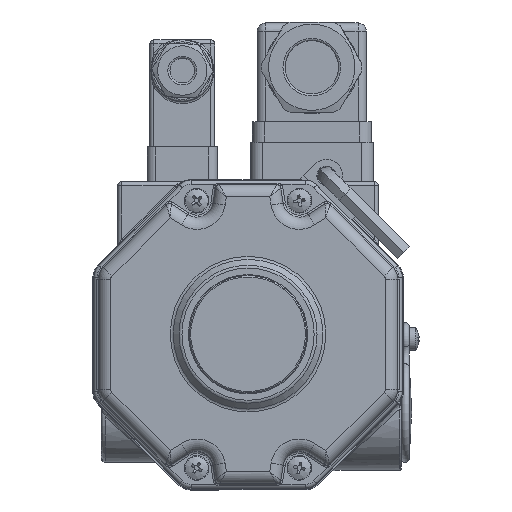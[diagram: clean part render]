
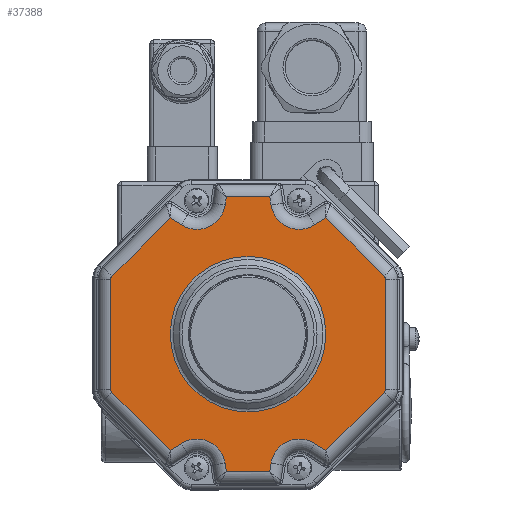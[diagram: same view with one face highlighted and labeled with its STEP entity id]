
A CAD part, top view. The second image highlights one B-rep face of the part: STEP entity #37388.
In plain terms, the highlighted face is planar.
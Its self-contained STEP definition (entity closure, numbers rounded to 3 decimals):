
#4496=CIRCLE('',#49873,1.);
#4501=CIRCLE('',#49881,1.);
#4509=CIRCLE('',#49894,7.);
#4518=CIRCLE('',#49908,1.);
#4522=CIRCLE('',#49915,7.);
#4526=CIRCLE('',#49920,1.);
#4561=CIRCLE('',#50007,7.);
#4562=CIRCLE('',#50008,7.);
#4563=CIRCLE('',#50009,18.914);
#13629=ORIENTED_EDGE('',*,*,#19956,.T.);
#13630=ORIENTED_EDGE('',*,*,#20135,.T.);
#13631=ORIENTED_EDGE('',*,*,#19946,.T.);
#13632=ORIENTED_EDGE('',*,*,#19942,.T.);
#13633=ORIENTED_EDGE('',*,*,#19948,.T.);
#13634=ORIENTED_EDGE('',*,*,#19951,.T.);
#13635=ORIENTED_EDGE('',*,*,#19958,.T.);
#13636=ORIENTED_EDGE('',*,*,#19963,.T.);
#13637=ORIENTED_EDGE('',*,*,#19973,.T.);
#13638=ORIENTED_EDGE('',*,*,#19979,.T.);
#13639=ORIENTED_EDGE('',*,*,#19982,.T.);
#13640=ORIENTED_EDGE('',*,*,#19993,.T.);
#13641=ORIENTED_EDGE('',*,*,#20004,.T.);
#13642=ORIENTED_EDGE('',*,*,#20010,.T.);
#13643=ORIENTED_EDGE('',*,*,#20016,.T.);
#13644=ORIENTED_EDGE('',*,*,#20020,.T.);
#13645=ORIENTED_EDGE('',*,*,#20014,.T.);
#13646=ORIENTED_EDGE('',*,*,#20008,.T.);
#13647=ORIENTED_EDGE('',*,*,#20002,.T.);
#13648=ORIENTED_EDGE('',*,*,#19997,.T.);
#13649=ORIENTED_EDGE('',*,*,#19987,.T.);
#13650=ORIENTED_EDGE('',*,*,#20136,.T.);
#13651=ORIENTED_EDGE('',*,*,#19977,.T.);
#13652=ORIENTED_EDGE('',*,*,#19967,.T.);
#13653=ORIENTED_EDGE('',*,*,#20137,.T.);
#19942=EDGE_CURVE('',#23766,#23768,#26221,.T.);
#19946=EDGE_CURVE('',#23769,#23766,#26224,.T.);
#19948=EDGE_CURVE('',#23768,#23772,#4496,.T.);
#19951=EDGE_CURVE('',#23772,#23774,#26225,.T.);
#19956=EDGE_CURVE('',#23775,#23778,#26228,.T.);
#19958=EDGE_CURVE('',#23774,#23780,#4501,.T.);
#19963=EDGE_CURVE('',#23780,#23783,#26229,.T.);
#19967=EDGE_CURVE('',#23784,#23775,#26232,.T.);
#19973=EDGE_CURVE('',#23783,#23789,#26233,.T.);
#19977=EDGE_CURVE('',#23790,#23784,#26236,.T.);
#19979=EDGE_CURVE('',#23789,#23793,#4509,.T.);
#19982=EDGE_CURVE('',#23793,#23795,#26237,.T.);
#19987=EDGE_CURVE('',#23796,#23799,#26240,.T.);
#19993=EDGE_CURVE('',#23795,#23803,#26241,.T.);
#19997=EDGE_CURVE('',#23804,#23796,#26244,.T.);
#20002=EDGE_CURVE('',#23807,#23804,#4518,.T.);
#20004=EDGE_CURVE('',#23803,#23810,#26245,.T.);
#20008=EDGE_CURVE('',#23811,#23807,#26248,.T.);
#20010=EDGE_CURVE('',#23810,#23814,#4522,.T.);
#20014=EDGE_CURVE('',#23815,#23811,#4526,.T.);
#20016=EDGE_CURVE('',#23814,#23818,#26249,.T.);
#20020=EDGE_CURVE('',#23818,#23815,#26252,.T.);
#20135=EDGE_CURVE('',#23778,#23769,#4561,.T.);
#20136=EDGE_CURVE('',#23799,#23790,#4562,.T.);
#20137=EDGE_CURVE('',#23882,#23882,#4563,.T.);
#23766=VERTEX_POINT('',#79801);
#23768=VERTEX_POINT('',#79820);
#23769=VERTEX_POINT('',#79825);
#23772=VERTEX_POINT('',#79832);
#23774=VERTEX_POINT('',#79838);
#23775=VERTEX_POINT('',#79857);
#23778=VERTEX_POINT('',#79862);
#23780=VERTEX_POINT('',#79867);
#23783=VERTEX_POINT('',#79946);
#23784=VERTEX_POINT('',#79965);
#23789=VERTEX_POINT('',#80084);
#23790=VERTEX_POINT('',#80089);
#23793=VERTEX_POINT('',#80096);
#23795=VERTEX_POINT('',#80116);
#23796=VERTEX_POINT('',#80135);
#23799=VERTEX_POINT('',#80140);
#23803=VERTEX_POINT('',#80271);
#23804=VERTEX_POINT('',#80276);
#23807=VERTEX_POINT('',#80341);
#23810=VERTEX_POINT('',#80348);
#23811=VERTEX_POINT('',#80353);
#23814=VERTEX_POINT('',#80360);
#23815=VERTEX_POINT('',#80365);
#23818=VERTEX_POINT('',#80386);
#23882=VERTEX_POINT('',#80673);
#26221=LINE('',#79821,#28518);
#26224=LINE('',#79828,#28521);
#26225=LINE('',#79839,#28522);
#26228=LINE('',#79863,#28525);
#26229=LINE('',#79947,#28526);
#26232=LINE('',#79968,#28529);
#26233=LINE('',#80085,#28530);
#26236=LINE('',#80092,#28533);
#26237=LINE('',#80117,#28534);
#26240=LINE('',#80141,#28537);
#26241=LINE('',#80272,#28538);
#26244=LINE('',#80279,#28541);
#26245=LINE('',#80349,#28542);
#26248=LINE('',#80356,#28545);
#26249=LINE('',#80387,#28546);
#26252=LINE('',#80407,#28549);
#28518=VECTOR('',#59872,1000.);
#28521=VECTOR('',#59879,1000.);
#28522=VECTOR('',#59892,1000.);
#28525=VECTOR('',#59899,1000.);
#28526=VECTOR('',#59912,1000.);
#28529=VECTOR('',#59917,1000.);
#28530=VECTOR('',#59926,1000.);
#28533=VECTOR('',#59933,1000.);
#28534=VECTOR('',#59944,1000.);
#28537=VECTOR('',#59951,1000.);
#28538=VECTOR('',#59958,1000.);
#28541=VECTOR('',#59965,1000.);
#28542=VECTOR('',#59980,1000.);
#28545=VECTOR('',#59987,1000.);
#28546=VECTOR('',#60006,1000.);
#28549=VECTOR('',#60011,1000.);
#31270=EDGE_LOOP('',(#13629,#13630,#13631,#13632,#13633,#13634,#13635,#13636,
#13637,#13638,#13639,#13640,#13641,#13642,#13643,#13644,#13645,#13646,#13647,
#13648,#13649,#13650,#13651,#13652));
#31271=EDGE_LOOP('',(#13653));
#34117=FACE_BOUND('',#31270,.T.);
#34118=FACE_BOUND('',#31271,.T.);
#35258=PLANE('',#50006);
#37388=ADVANCED_FACE('',(#34117,#34118),#35258,.T.);
#49873=AXIS2_PLACEMENT_3D('',#79833,#59884,#59885);
#49881=AXIS2_PLACEMENT_3D('',#79868,#59904,#59905);
#49894=AXIS2_PLACEMENT_3D('',#80097,#59938,#59939);
#49908=AXIS2_PLACEMENT_3D('',#80344,#59974,#59975);
#49915=AXIS2_PLACEMENT_3D('',#80361,#59992,#59993);
#49920=AXIS2_PLACEMENT_3D('',#80368,#60002,#60003);
#50006=AXIS2_PLACEMENT_3D('',#80669,#60258,#60259);
#50007=AXIS2_PLACEMENT_3D('',#80670,#60260,#60261);
#50008=AXIS2_PLACEMENT_3D('',#80671,#60262,#60263);
#50009=AXIS2_PLACEMENT_3D('',#80672,#60264,#60265);
#59872=DIRECTION('',(-0.707,0.,0.707));
#59879=DIRECTION('',(-0.844,0.,-0.536));
#59884=DIRECTION('',(0.,1.,0.));
#59885=DIRECTION('',(0.,0.,1.));
#59892=DIRECTION('',(0.,0.,1.));
#59899=DIRECTION('',(-0.156,0.,0.988));
#59904=DIRECTION('',(0.,1.,0.));
#59905=DIRECTION('',(0.,0.,1.));
#59912=DIRECTION('',(0.707,0.,0.707));
#59917=DIRECTION('',(-1.,0.,0.));
#59926=DIRECTION('',(0.844,0.,-0.536));
#59933=DIRECTION('',(-0.156,0.,-0.988));
#59938=DIRECTION('',(0.,-1.,0.));
#59939=DIRECTION('',(0.,0.,1.));
#59944=DIRECTION('',(0.156,0.,0.988));
#59951=DIRECTION('',(-0.844,0.,0.536));
#59958=DIRECTION('',(1.,0.,0.));
#59965=DIRECTION('',(-0.707,0.,-0.707));
#59974=DIRECTION('',(0.,1.,0.));
#59975=DIRECTION('',(0.,0.,1.));
#59980=DIRECTION('',(0.156,0.,-0.988));
#59987=DIRECTION('',(0.,0.,-1.));
#59992=DIRECTION('',(0.,-1.,0.));
#59993=DIRECTION('',(0.,0.,1.));
#60002=DIRECTION('',(0.,1.,0.));
#60003=DIRECTION('',(0.,0.,1.));
#60006=DIRECTION('',(0.844,0.,0.536));
#60011=DIRECTION('',(0.707,0.,-0.707));
#60258=DIRECTION('',(0.,1.,0.));
#60259=DIRECTION('',(0.,0.,1.));
#60260=DIRECTION('',(0.,-1.,0.));
#60261=DIRECTION('',(0.,0.,1.));
#60262=DIRECTION('',(0.,-1.,0.));
#60263=DIRECTION('',(0.,0.,1.));
#60264=DIRECTION('',(0.,-1.,0.));
#60265=DIRECTION('',(0.,0.,1.));
#79801=CARTESIAN_POINT('',(-18.939,26.,-28.296));
#79820=CARTESIAN_POINT('',(-33.107,26.,-14.128));
#79821=CARTESIAN_POINT('',(-33.107,26.,-14.128));
#79825=CARTESIAN_POINT('',(-16.251,26.,-26.59));
#79828=CARTESIAN_POINT('',(-20.292,26.,-29.154));
#79832=CARTESIAN_POINT('',(-33.4,26.,-13.421));
#79833=CARTESIAN_POINT('',(-32.4,26.,-13.421));
#79838=CARTESIAN_POINT('',(-33.4,26.,13.421));
#79839=CARTESIAN_POINT('',(-33.4,26.,13.421));
#79857=CARTESIAN_POINT('',(-5.27,26.,-33.4));
#79862=CARTESIAN_POINT('',(-5.586,26.,-31.405));
#79863=CARTESIAN_POINT('',(-10.302,26.,-1.632));
#79867=CARTESIAN_POINT('',(-33.107,26.,14.128));
#79868=CARTESIAN_POINT('',(-32.4,26.,13.421));
#79946=CARTESIAN_POINT('',(-18.939,26.,28.296));
#79947=CARTESIAN_POINT('',(-17.806,26.,29.429));
#79965=CARTESIAN_POINT('',(5.27,26.,-33.4));
#79968=CARTESIAN_POINT('',(-6.978,26.,-33.4));
#80084=CARTESIAN_POINT('',(-16.251,26.,26.59));
#80085=CARTESIAN_POINT('',(7.364,26.,11.603));
#80089=CARTESIAN_POINT('',(5.586,26.,-31.405));
#80092=CARTESIAN_POINT('',(5.003,26.,-35.087));
#80096=CARTESIAN_POINT('',(-5.586,26.,31.405));
#80097=CARTESIAN_POINT('',(-12.5,26.,32.5));
#80116=CARTESIAN_POINT('',(-5.27,26.,33.4));
#80117=CARTESIAN_POINT('',(-5.003,26.,35.087));
#80135=CARTESIAN_POINT('',(18.939,26.,-28.296));
#80140=CARTESIAN_POINT('',(16.251,26.,-26.59));
#80141=CARTESIAN_POINT('',(-7.364,26.,-11.603));
#80271=CARTESIAN_POINT('',(5.27,26.,33.4));
#80272=CARTESIAN_POINT('',(6.978,26.,33.4));
#80276=CARTESIAN_POINT('',(33.107,26.,-14.128));
#80279=CARTESIAN_POINT('',(17.806,26.,-29.429));
#80341=CARTESIAN_POINT('',(33.4,26.,-13.421));
#80344=CARTESIAN_POINT('',(32.4,26.,-13.421));
#80348=CARTESIAN_POINT('',(5.586,26.,31.405));
#80349=CARTESIAN_POINT('',(10.302,26.,1.632));
#80353=CARTESIAN_POINT('',(33.4,26.,13.421));
#80356=CARTESIAN_POINT('',(33.4,26.,-13.421));
#80360=CARTESIAN_POINT('',(16.251,26.,26.59));
#80361=CARTESIAN_POINT('',(12.5,26.,32.5));
#80365=CARTESIAN_POINT('',(33.107,26.,14.128));
#80368=CARTESIAN_POINT('',(32.4,26.,13.421));
#80386=CARTESIAN_POINT('',(18.939,26.,28.296));
#80387=CARTESIAN_POINT('',(20.292,26.,29.154));
#80407=CARTESIAN_POINT('',(33.107,26.,14.128));
#80669=CARTESIAN_POINT('',(0.,26.,0.));
#80670=CARTESIAN_POINT('',(-12.5,26.,-32.5));
#80671=CARTESIAN_POINT('',(12.5,26.,-32.5));
#80672=CARTESIAN_POINT('',(0.,26.,0.));
#80673=CARTESIAN_POINT('',(0.,26.,18.914));
